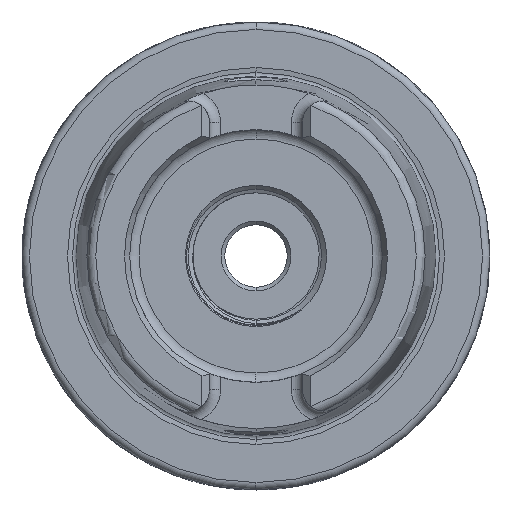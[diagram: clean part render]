
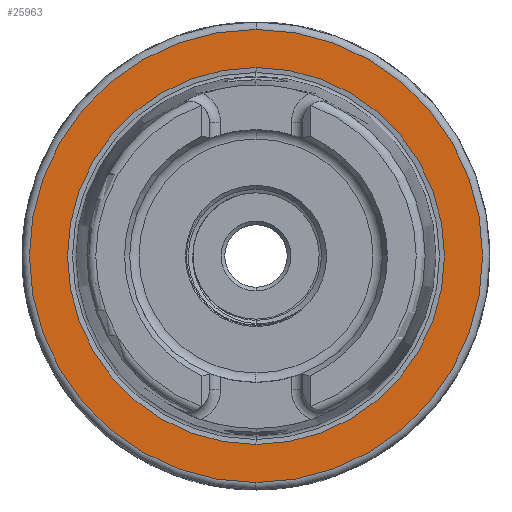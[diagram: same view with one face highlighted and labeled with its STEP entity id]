
A CAD part, left-side view. The second image highlights one B-rep face of the part: STEP entity #25963.
In plain terms, the highlighted planar face has unit normal (-1, 0, 0).
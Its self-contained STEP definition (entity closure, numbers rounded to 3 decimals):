
#1312 = DIRECTION ( 'NONE',  ( -1., 0., 0. ) ) ;
#1317 = DIRECTION ( 'NONE',  ( 0., 0., 1. ) ) ;
#1348 = CARTESIAN_POINT ( 'NONE',  ( 0., 0., 0. ) ) ;
#3393 = VERTEX_POINT ( 'NONE', #14208 ) ;
#3455 = VERTEX_POINT ( 'NONE', #14285 ) ;
#3481 = VERTEX_POINT ( 'NONE', #14271 ) ;
#8607 = CIRCLE ( 'NONE', #11077, 25.369 ) ;
#8706 = CIRCLE ( 'NONE', #11116, 30.5 ) ;
#11077 = AXIS2_PLACEMENT_3D ( 'NONE', #32152, #32149, #14145 ) ;
#11116 = AXIS2_PLACEMENT_3D ( 'NONE', #1348, #1312, #1317 ) ;
#12715 = AXIS2_PLACEMENT_3D ( 'NONE', #24912, #24954, #24914 ) ;
#12967 = ORIENTED_EDGE ( 'NONE', *, *, #14058, .T. ) ;
#12982 = ORIENTED_EDGE ( 'NONE', *, *, #19196, .T. ) ;
#12987 = ORIENTED_EDGE ( 'NONE', *, *, #18736, .T. ) ;
#13030 = ORIENTED_EDGE ( 'NONE', *, *, #19202, .T. ) ;
#14058 = EDGE_CURVE ( 'NONE', #3455, #26272, #8607, .T. ) ;
#14145 = DIRECTION ( 'NONE',  ( 0., 0., -1. ) ) ;
#14208 = CARTESIAN_POINT ( 'NONE',  ( 0., 0., 30.5 ) ) ;
#14271 = CARTESIAN_POINT ( 'NONE',  ( 0., 0., -30.5 ) ) ;
#14285 = CARTESIAN_POINT ( 'NONE',  ( 0., 0., -25.369 ) ) ;
#17871 = CARTESIAN_POINT ( 'NONE',  ( 0., 0., 25.369 ) ) ;
#18736 = EDGE_CURVE ( 'NONE', #3481, #3393, #8706, .T. ) ;
#19196 = EDGE_CURVE ( 'NONE', #26272, #3455, #26405, .T. ) ;
#19202 = EDGE_CURVE ( 'NONE', #3393, #3481, #26389, .T. ) ;
#24912 = CARTESIAN_POINT ( 'NONE',  ( 0., 25.369, 0. ) ) ;
#24914 = DIRECTION ( 'NONE',  ( 0., 0., 1. ) ) ;
#24953 = PLANE ( 'NONE',  #12715 ) ;
#24954 = DIRECTION ( 'NONE',  ( -1., 0., 0. ) ) ;
#25963 = ADVANCED_FACE ( 'NONE', ( #26527, #26542 ), #24953, .T. ) ;
#26272 = VERTEX_POINT ( 'NONE', #17871 ) ;
#26389 = CIRCLE ( 'NONE', #27251, 30.5 ) ;
#26405 = CIRCLE ( 'NONE', #27253, 25.369 ) ;
#26527 = FACE_OUTER_BOUND ( 'NONE', #27445, .T. ) ;
#26542 = FACE_BOUND ( 'NONE', #27459, .T. ) ;
#27251 = AXIS2_PLACEMENT_3D ( 'NONE', #28706, #28703, #28704 ) ;
#27253 = AXIS2_PLACEMENT_3D ( 'NONE', #28661, #28663, #28675 ) ;
#27445 = EDGE_LOOP ( 'NONE', ( #13030, #12987 ) ) ;
#27459 = EDGE_LOOP ( 'NONE', ( #12982, #12967 ) ) ;
#28661 = CARTESIAN_POINT ( 'NONE',  ( 0., 0., 0. ) ) ;
#28663 = DIRECTION ( 'NONE',  ( 1., 0., 0. ) ) ;
#28675 = DIRECTION ( 'NONE',  ( 0., 0., -1. ) ) ;
#28703 = DIRECTION ( 'NONE',  ( -1., 0., 0. ) ) ;
#28704 = DIRECTION ( 'NONE',  ( 0., 0., 1. ) ) ;
#28706 = CARTESIAN_POINT ( 'NONE',  ( 0., 0., 0. ) ) ;
#32149 = DIRECTION ( 'NONE',  ( 1., 0., 0. ) ) ;
#32152 = CARTESIAN_POINT ( 'NONE',  ( 0., 0., 0. ) ) ;
